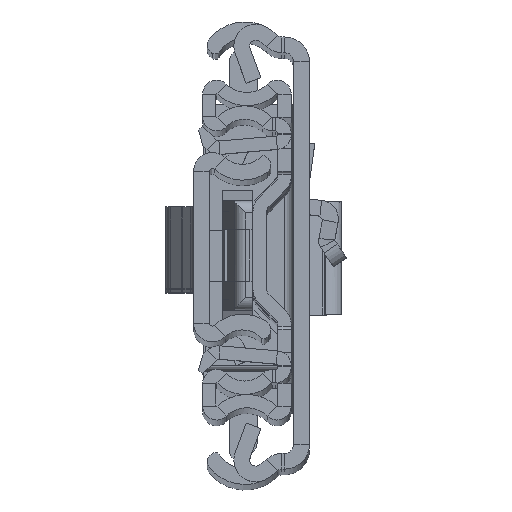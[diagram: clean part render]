
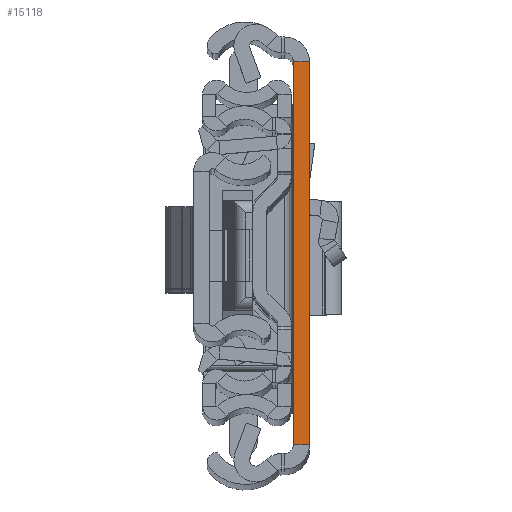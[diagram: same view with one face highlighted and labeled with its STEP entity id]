
A CAD part, top view. The second image highlights one B-rep face of the part: STEP entity #15118.
In plain terms, the highlighted planar face has unit normal (0, 0, 1).
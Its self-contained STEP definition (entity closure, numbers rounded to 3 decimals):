
#54 = VECTOR ( 'NONE', #4290, 1000. ) ;
#432 = ORIENTED_EDGE ( 'NONE', *, *, #12103, .F. ) ;
#480 = LINE ( 'NONE', #3637, #14588 ) ;
#793 = ORIENTED_EDGE ( 'NONE', *, *, #5744, .F. ) ;
#1726 = CARTESIAN_POINT ( 'NONE',  ( 2.6, -31.5, 0. ) ) ;
#3027 = VERTEX_POINT ( 'NONE', #11231 ) ;
#3182 = CARTESIAN_POINT ( 'NONE',  ( 2.6, 31.5, 0. ) ) ;
#3522 = DIRECTION ( 'NONE',  ( 0., 1., 0. ) ) ;
#3538 = EDGE_CURVE ( 'NONE', #5168, #14965, #14973, .T. ) ;
#3637 = CARTESIAN_POINT ( 'NONE',  ( 2.6, 31.5, 0. ) ) ;
#3741 = CARTESIAN_POINT ( 'NONE',  ( 2.6, -31.5, 0. ) ) ;
#4199 = CARTESIAN_POINT ( 'NONE',  ( 0., -31.5, 0. ) ) ;
#4290 = DIRECTION ( 'NONE',  ( 0., 1., 0. ) ) ;
#4478 = EDGE_LOOP ( 'NONE', ( #793, #432, #12649, #13889 ) ) ;
#5168 = VERTEX_POINT ( 'NONE', #1726 ) ;
#5672 = CARTESIAN_POINT ( 'NONE',  ( 0., 31.5, 0. ) ) ;
#5744 = EDGE_CURVE ( 'NONE', #6413, #14965, #480, .T. ) ;
#5857 = LINE ( 'NONE', #4199, #54 ) ;
#5957 = LINE ( 'NONE', #17358, #6693 ) ;
#6132 = DIRECTION ( 'NONE',  ( 1., 0., 0. ) ) ;
#6230 = PLANE ( 'NONE',  #9429 ) ;
#6413 = VERTEX_POINT ( 'NONE', #5672 ) ;
#6693 = VECTOR ( 'NONE', #8558, 1000. ) ;
#8558 = DIRECTION ( 'NONE',  ( 1., 0., 0. ) ) ;
#9128 = FACE_OUTER_BOUND ( 'NONE', #4478, .T. ) ;
#9429 = AXIS2_PLACEMENT_3D ( 'NONE', #3741, #13602, #11937 ) ;
#10283 = VECTOR ( 'NONE', #3522, 1000. ) ;
#11231 = CARTESIAN_POINT ( 'NONE',  ( 0., -31.5, 0. ) ) ;
#11937 = DIRECTION ( 'NONE',  ( 0., 1., 0. ) ) ;
#12103 = EDGE_CURVE ( 'NONE', #3027, #6413, #5857, .T. ) ;
#12165 = CARTESIAN_POINT ( 'NONE',  ( 2.6, -31.5, 0. ) ) ;
#12649 = ORIENTED_EDGE ( 'NONE', *, *, #13947, .T. ) ;
#13602 = DIRECTION ( 'NONE',  ( 0., 0., -1. ) ) ;
#13889 = ORIENTED_EDGE ( 'NONE', *, *, #3538, .T. ) ;
#13947 = EDGE_CURVE ( 'NONE', #3027, #5168, #5957, .T. ) ;
#14588 = VECTOR ( 'NONE', #6132, 1000. ) ;
#14965 = VERTEX_POINT ( 'NONE', #3182 ) ;
#14973 = LINE ( 'NONE', #12165, #10283 ) ;
#15118 = ADVANCED_FACE ( 'NONE', ( #9128 ), #6230, .F. ) ;
#17358 = CARTESIAN_POINT ( 'NONE',  ( 2.6, -31.5, 0. ) ) ;
